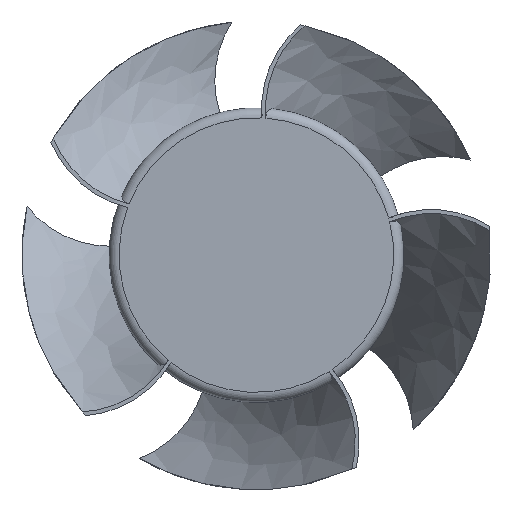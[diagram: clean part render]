
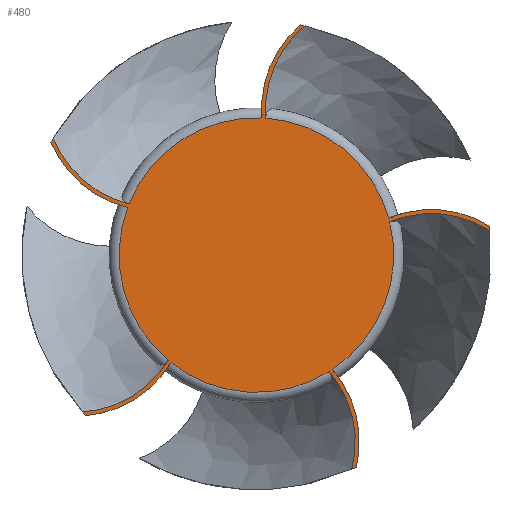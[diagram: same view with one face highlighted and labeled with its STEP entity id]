
A CAD part, top view. The second image highlights one B-rep face of the part: STEP entity #480.
In plain terms, the highlighted planar face has unit normal (0, 0, 1).
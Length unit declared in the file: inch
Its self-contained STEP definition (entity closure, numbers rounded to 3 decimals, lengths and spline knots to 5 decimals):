
#24=PLANE($,#530);
#26=LINE($,#771,#36);
#28=LINE($,#905,#38);
#30=LINE($,#1039,#40);
#32=LINE($,#1173,#42);
#34=LINE($,#1331,#44);
#36=VECTOR($,#542,0.01585);
#38=VECTOR($,#552,0.01585);
#40=VECTOR($,#562,0.01585);
#42=VECTOR($,#572,0.01585);
#44=VECTOR($,#630,0.01585);
#71=FACE_OUTER_BOUND($,#98,.T.);
#98=EDGE_LOOP($,(#419,#420,#421,#422,#423,#424,#425,#426,#427,#428,#429,
#430,#431,#432,#433,#434,#435,#436,#437,#438));
#100=CIRCLE($,#485,0.3375);
#101=CIRCLE($,#486,0.35);
#104=CIRCLE($,#489,0.3375);
#105=CIRCLE($,#490,0.35);
#108=CIRCLE($,#493,0.3375);
#109=CIRCLE($,#494,0.35);
#112=CIRCLE($,#497,0.3375);
#113=CIRCLE($,#498,0.35);
#122=CIRCLE($,#509,0.43051);
#124=CIRCLE($,#512,0.43051);
#126=CIRCLE($,#515,0.43051);
#128=CIRCLE($,#518,0.43051);
#131=CIRCLE($,#526,0.35);
#132=CIRCLE($,#527,0.3375);
#133=CIRCLE($,#529,0.43051);
#165=VERTEX_POINT($,#664);
#168=VERTEX_POINT($,#687);
#169=VERTEX_POINT($,#719);
#171=VERTEX_POINT($,#735);
#175=VERTEX_POINT($,#798);
#178=VERTEX_POINT($,#821);
#179=VERTEX_POINT($,#853);
#181=VERTEX_POINT($,#869);
#185=VERTEX_POINT($,#932);
#188=VERTEX_POINT($,#955);
#189=VERTEX_POINT($,#987);
#191=VERTEX_POINT($,#1003);
#195=VERTEX_POINT($,#1066);
#198=VERTEX_POINT($,#1089);
#199=VERTEX_POINT($,#1121);
#201=VERTEX_POINT($,#1137);
#208=VERTEX_POINT($,#1188);
#211=VERTEX_POINT($,#1257);
#212=VERTEX_POINT($,#1289);
#213=VERTEX_POINT($,#1295);
#218=EDGE_CURVE($,#165,#168,#100,.T.);
#220=EDGE_CURVE($,#171,#169,#101,.T.);
#225=EDGE_CURVE($,#168,#171,#26,.T.);
#230=EDGE_CURVE($,#175,#178,#104,.T.);
#232=EDGE_CURVE($,#181,#179,#105,.T.);
#237=EDGE_CURVE($,#178,#181,#28,.T.);
#242=EDGE_CURVE($,#185,#188,#108,.T.);
#244=EDGE_CURVE($,#191,#189,#109,.T.);
#249=EDGE_CURVE($,#188,#191,#30,.T.);
#254=EDGE_CURVE($,#195,#198,#112,.T.);
#256=EDGE_CURVE($,#201,#199,#113,.T.);
#261=EDGE_CURVE($,#198,#201,#32,.T.);
#270=EDGE_CURVE($,#195,#208,#122,.T.);
#273=EDGE_CURVE($,#185,#199,#124,.T.);
#275=EDGE_CURVE($,#175,#189,#126,.T.);
#277=EDGE_CURVE($,#165,#179,#128,.T.);
#282=EDGE_CURVE($,#211,#208,#131,.T.);
#285=EDGE_CURVE($,#213,#212,#132,.T.);
#287=EDGE_CURVE($,#212,#211,#34,.T.);
#288=EDGE_CURVE($,#213,#169,#133,.T.);
#419=ORIENTED_EDGE($,*,*,#288,.F.);
#420=ORIENTED_EDGE($,*,*,#285,.T.);
#421=ORIENTED_EDGE($,*,*,#287,.T.);
#422=ORIENTED_EDGE($,*,*,#282,.T.);
#423=ORIENTED_EDGE($,*,*,#270,.F.);
#424=ORIENTED_EDGE($,*,*,#254,.T.);
#425=ORIENTED_EDGE($,*,*,#261,.T.);
#426=ORIENTED_EDGE($,*,*,#256,.T.);
#427=ORIENTED_EDGE($,*,*,#273,.F.);
#428=ORIENTED_EDGE($,*,*,#242,.T.);
#429=ORIENTED_EDGE($,*,*,#249,.T.);
#430=ORIENTED_EDGE($,*,*,#244,.T.);
#431=ORIENTED_EDGE($,*,*,#275,.F.);
#432=ORIENTED_EDGE($,*,*,#230,.T.);
#433=ORIENTED_EDGE($,*,*,#237,.T.);
#434=ORIENTED_EDGE($,*,*,#232,.T.);
#435=ORIENTED_EDGE($,*,*,#277,.F.);
#436=ORIENTED_EDGE($,*,*,#218,.T.);
#437=ORIENTED_EDGE($,*,*,#225,.T.);
#438=ORIENTED_EDGE($,*,*,#220,.T.);
#480=ADVANCED_FACE($,(#71),#24,.F.);
#485=AXIS2_PLACEMENT_3D($,#693,#535,#536);
#486=AXIS2_PLACEMENT_3D($,#736,#537,#538);
#489=AXIS2_PLACEMENT_3D($,#827,#545,#546);
#490=AXIS2_PLACEMENT_3D($,#870,#547,#548);
#493=AXIS2_PLACEMENT_3D($,#961,#555,#556);
#494=AXIS2_PLACEMENT_3D($,#1004,#557,#558);
#497=AXIS2_PLACEMENT_3D($,#1095,#565,#566);
#498=AXIS2_PLACEMENT_3D($,#1138,#567,#568);
#509=AXIS2_PLACEMENT_3D($,#1189,#592,#593);
#512=AXIS2_PLACEMENT_3D($,#1207,#598,#599);
#515=AXIS2_PLACEMENT_3D($,#1210,#604,#605);
#518=AXIS2_PLACEMENT_3D($,#1213,#610,#611);
#526=AXIS2_PLACEMENT_3D($,#1258,#626,#627);
#527=AXIS2_PLACEMENT_3D($,#1296,#628,#629);
#529=AXIS2_PLACEMENT_3D($,#1333,#633,#634);
#530=AXIS2_PLACEMENT_3D($,#1334,#635,#636);
#535=DIRECTION('center_axis',(0.,0.,-1.));
#536=DIRECTION('ref_axis',(-0.541,-0.841,0.));
#537=DIRECTION('center_axis',(0.,0.,1.));
#538=DIRECTION('ref_axis',(0.517,0.856,0.));
#542=DIRECTION($,(-0.105,0.995,0.));
#545=DIRECTION('center_axis',(0.,0.,-1.));
#546=DIRECTION('ref_axis',(-0.967,0.255,0.));
#547=DIRECTION('center_axis',(0.,0.,1.));
#548=DIRECTION('ref_axis',(0.974,-0.227,0.));
#552=DIRECTION($,(0.914,0.407,0.));
#555=DIRECTION('center_axis',(0.,0.,-1.));
#556=DIRECTION('ref_axis',(-0.057,0.998,0.));
#557=DIRECTION('center_axis',(0.,0.,1.));
#558=DIRECTION('ref_axis',(0.085,-0.996,0.));
#562=DIRECTION($,(0.669,-0.743,0.));
#565=DIRECTION('center_axis',(0.,0.,-1.));
#566=DIRECTION('ref_axis',(0.932,0.363,0.));
#567=DIRECTION('center_axis',(0.,0.,1.));
#568=DIRECTION('ref_axis',(-0.921,-0.389,0.));
#572=DIRECTION($,(-0.5,-0.866,0.));
#592=DIRECTION('center_axis',(0.,0.,-1.));
#593=DIRECTION('ref_axis',(-1.,0.,0.));
#598=DIRECTION('center_axis',(0.,0.,-1.));
#599=DIRECTION('ref_axis',(-1.,0.,0.));
#604=DIRECTION('center_axis',(0.,0.,-1.));
#605=DIRECTION('ref_axis',(-1.,0.,0.));
#610=DIRECTION('center_axis',(0.,0.,-1.));
#611=DIRECTION('ref_axis',(-1.,0.,0.));
#626=DIRECTION('center_axis',(0.,0.,1.));
#627=DIRECTION('ref_axis',(-0.654,0.756,0.));
#628=DIRECTION('center_axis',(0.,0.,-1.));
#629=DIRECTION('ref_axis',(0.633,-0.774,0.));
#630=DIRECTION($,(-0.978,0.208,0.));
#633=DIRECTION('center_axis',(0.,0.,-1.));
#634=DIRECTION('ref_axis',(-1.,0.,0.));
#635=DIRECTION('center_axis',(0.,0.,-1.));
#636=DIRECTION('ref_axis',(-1.,0.,0.));
#664=CARTESIAN_POINT('',(1.21799,0.88782,0.563));
#687=CARTESIAN_POINT('',(1.53125,0.86052,0.563));
#693=CARTESIAN_POINT('Origin',(1.3487,0.57665,0.563));
#719=CARTESIAN_POINT('',(1.21476,0.90001,0.563));
#735=CARTESIAN_POINT('',(1.52959,0.87628,0.563));
#736=CARTESIAN_POINT('Origin',(1.3487,0.57665,0.563));
#771=CARTESIAN_POINT($,(1.53125,0.86052,0.563));
#798=CARTESIAN_POINT('',(1.02841,0.41858,0.563));
#821=CARTESIAN_POINT('',(1.09925,0.11222,0.563));
#827=CARTESIAN_POINT('Origin',(0.77286,0.19812,0.563));
#853=CARTESIAN_POINT('',(1.03901,0.42542,0.563));
#869=CARTESIAN_POINT('',(1.11373,0.11867,0.563));
#870=CARTESIAN_POINT('Origin',(0.77286,0.19812,0.563));
#905=CARTESIAN_POINT($,(1.09925,0.11222,0.563));
#932=CARTESIAN_POINT('',(0.52355,0.45388,0.563));
#955=CARTESIAN_POINT('',(0.25408,0.29184,0.563));
#961=CARTESIAN_POINT('Origin',(0.23492,0.6288,0.563));
#987=CARTESIAN_POINT('',(0.53334,0.44592,0.563));
#1003=CARTESIAN_POINT('',(0.26468,0.28007,0.563));
#1004=CARTESIAN_POINT('Origin',(0.23492,0.6288,0.563));
#1039=CARTESIAN_POINT($,(0.25408,0.29184,0.563));
#1066=CARTESIAN_POINT('',(0.40112,0.94494,0.563));
#1089=CARTESIAN_POINT('',(0.16374,1.15115,0.563));
#1095=CARTESIAN_POINT('Origin',(0.47828,1.2735,0.563));
#1121=CARTESIAN_POINT('',(0.39656,0.93317,0.563));
#1137=CARTESIAN_POINT('',(0.15581,1.13743,0.563));
#1138=CARTESIAN_POINT('Origin',(0.47828,1.2735,0.563));
#1173=CARTESIAN_POINT($,(0.16374,1.15115,0.563));
#1188=CARTESIAN_POINT('',(0.81771,1.21382,0.563));
#1189=CARTESIAN_POINT('Origin',(0.80028,0.78367,0.563));
#1207=CARTESIAN_POINT('Origin',(0.80028,0.78367,0.563));
#1210=CARTESIAN_POINT('Origin',(0.80028,0.78367,0.563));
#1213=CARTESIAN_POINT('Origin',(0.80028,0.78367,0.563));
#1257=CARTESIAN_POINT('',(0.93757,1.50591,0.563));
#1258=CARTESIAN_POINT('Origin',(1.16663,1.24127,0.563));
#1289=CARTESIAN_POINT('',(0.95307,1.50261,0.563));
#1295=CARTESIAN_POINT('',(0.83031,1.21313,0.563));
#1296=CARTESIAN_POINT('Origin',(1.16663,1.24127,0.563));
#1331=CARTESIAN_POINT($,(0.95307,1.50261,0.563));
#1333=CARTESIAN_POINT('Origin',(0.80028,0.78367,0.563));
#1334=CARTESIAN_POINT('Origin',(0.80028,0.78367,0.563));
